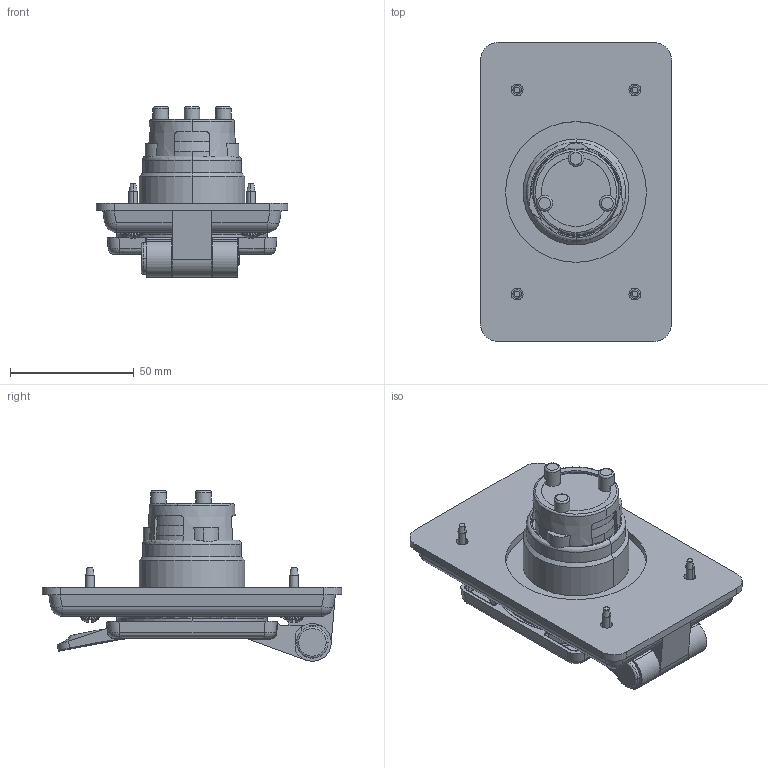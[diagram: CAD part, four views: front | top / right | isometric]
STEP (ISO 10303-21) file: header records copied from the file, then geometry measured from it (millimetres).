
FILE_DESCRIPTION (( 'STEP AP214' ), '1' );
FILE_NAME ('CATSTD-05278-FWP-M01.STEP', '2020-11-06T14:03:52', ( '' ), ( '' ), 'SwSTEP 2.0', 'SolidWorks 2020', '' );
FILE_SCHEMA (( 'AUTOMOTIVE_DESIGN' ));
Length unit declared in the file: inch
Products named in the file (1): CATSTD-05278-FWP-M01
Bounding box: 77.32 x 120.98 x 68.91 mm (x, y, z)
Volume: 138065.9 mm3; surface area: 55402.9 mm2
Topology: 2 solids, 5 shells, 1390 faces, 3743 edges, 2431 vertices
Faces by surface type: plane 976, cylinder 185, bspline 106, cone 54, torus 49, sphere 20
Full cylindrical faces by diameter (mm): 6.35 x3
Entity records: 81607 total; most frequent: CARTESIAN_POINT 29370, ORIENTED_EDGE 7470, DIRECTION 6465, EDGE_CURVE 3735, LINE 2665, VECTOR 2665, VERTEX_POINT 2429, AXIS2_PLACEMENT_3D 1900
